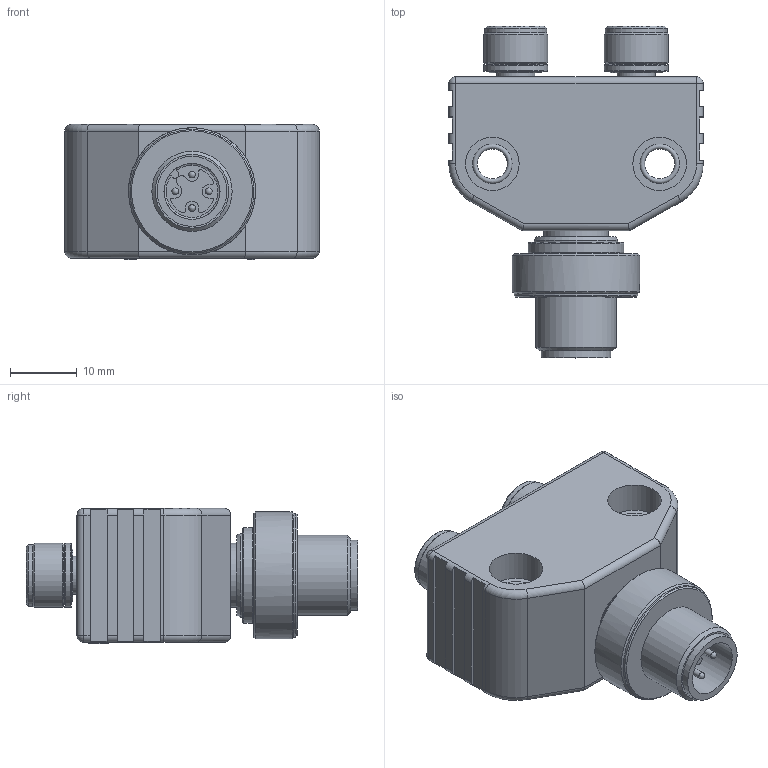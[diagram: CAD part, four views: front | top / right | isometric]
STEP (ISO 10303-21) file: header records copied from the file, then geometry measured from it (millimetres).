
FILE_DESCRIPTION(/* description */ (''),/* implementation_level */ '2;1');
FILE_NAME(/* name */ 'FSM4-2SKP3_S89_stp.stp',/* time_stamp */ '2016-11-09T16:20:11+01:00',/* author */ (''),/* organization */ (''),/* preprocessor_version */ 'ST-DEVELOPER v16',/* originating_system */ 'SIEMENS PLM Software NX 10.0',/* authorisation */ '');
FILE_SCHEMA (('AUTOMOTIVE_DESIGN { 1 0 10303 214 3 1 1 1 }'));
Length unit declared in the file: millimetre
Products named in the file (1): FSM4-2SKP3_S89_stp
Bounding box: 38 x 49.6 x 20.2 mm (x, y, z)
Volume: 18161.3 mm3; surface area: 7283.4 mm2
Topology: 1 solids, 1 shells, 227 faces, 540 edges, 345 vertices
Faces by surface type: plane 95, cylinder 77, torus 17, cone 15, extrusion 14, sphere 8, bspline 1
Full cylindrical faces by diameter (mm): 1 x4, 1.075 x6, 4.5 x2, 5.65 x2, 5.7 x2, 6.95 x2, 7.2 x2, 8 x4, 8.2 x4, 8.375 x1, 9.2 x2, 9.6 x5, 10.45 x1, 12 x1, 12.5 x1, 14.25 x1, 18.5 x1, 19 x1
Entity records: 6064 total; most frequent: CARTESIAN_POINT 1223, DIRECTION 1031, ORIENTED_EDGE 856, EDGE_CURVE 428, AXIS2_PLACEMENT_3D 418, EDGE_LOOP 342, VERTEX_POINT 314, ADVANCED_FACE 227
